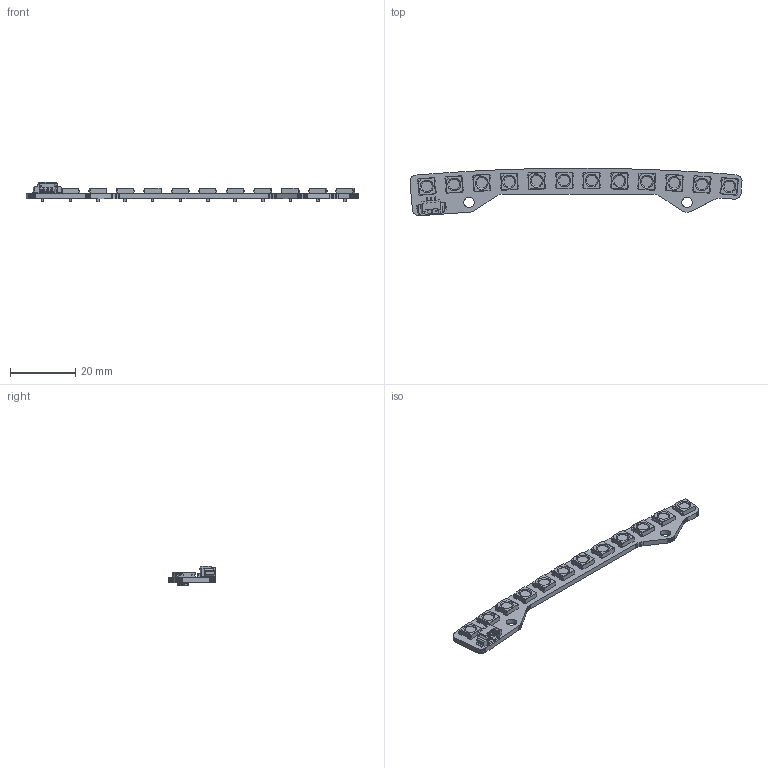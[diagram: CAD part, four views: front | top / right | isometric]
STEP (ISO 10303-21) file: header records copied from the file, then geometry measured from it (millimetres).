
FILE_DESCRIPTION(('KiCad electronic assembly'),'2;1');
FILE_NAME('ENYA-SIMR-GTWL-PCRC.step','2023-07-15T19:08:26',('Pcbnew'),( 'Kicad'),'Open CASCADE STEP processor 7.5','KiCad to STEP converter' ,'Unknown');
FILE_SCHEMA(('AUTOMOTIVE_DESIGN { 1 0 10303 214 1 1 1 1 }'));
Length unit declared in the file: millimetre
Products named in the file (8): ENYA-SIMR-GTWL-PCRC 1; LED_WS2812B_PLCC4_5.0x5.0mm_P3.2mm; SOLID; 532610371; C_0603_1608Metric; ENYA-SIMR-GTWL-PCRC PCB
Assembly tree (29 placements, depth 3):
  ENYA-SIMR-GTWL-PCRC 1
    LED_WS2812B_PLCC4_5.0x5.0mm_P3.2mm  x12
      SOLID
    532610371
      SOLID
    C_0603_1608Metric  x12
      SOLID
    ENYA-SIMR-GTWL-PCRC PCB
Bounding box: 101.61 x 14.53 x 5.88 mm (x, y, z)
Volume: 1928.6 mm3; surface area: 3610.2 mm2
Topology: 26 solids, 26 shells, 1493 faces, 4254 edges, 2802 vertices
Faces by surface type: plane 1057, cylinder 424, cone 12
Full cylindrical faces by diameter (mm): 3.2 x2, 3.333 x12
Entity records: 32410 total; most frequent: CARTESIAN_POINT 5612, DIRECTION 4726, LINE 3551, VECTOR 3551, ORIENTED_EDGE 2502, PCURVE 2502, DEFINITIONAL_REPRESENTATION 2502, EDGE_CURVE 1251
